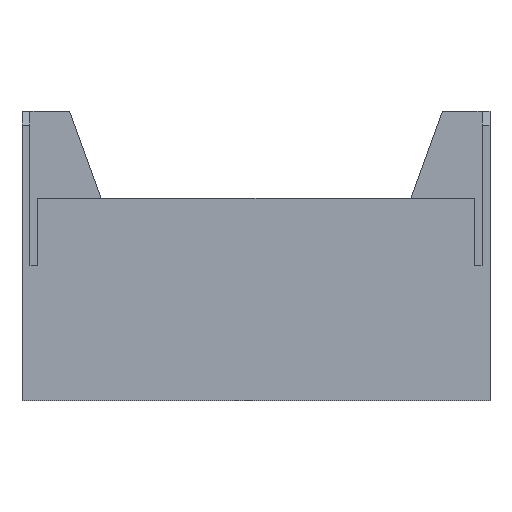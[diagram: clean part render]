
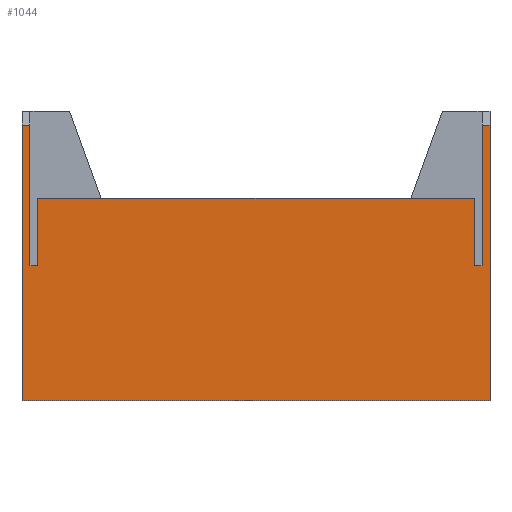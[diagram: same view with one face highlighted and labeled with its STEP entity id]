
A CAD part, front view. The second image highlights one B-rep face of the part: STEP entity #1044.
In plain terms, the highlighted face is planar.
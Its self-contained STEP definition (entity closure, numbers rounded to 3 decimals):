
#12 = DIRECTION ( 'NONE',  ( 0., -1., 0. ) ) ;
#41 = CARTESIAN_POINT ( 'NONE',  ( 59., -35., -53. ) ) ;
#53 = DIRECTION ( 'NONE',  ( 0., 1., 0. ) ) ;
#69 = VERTEX_POINT ( 'NONE', #702 ) ;
#138 = EDGE_CURVE ( 'NONE', #1906, #599, #1700, .T. ) ;
#144 = VECTOR ( 'NONE', #391, 1000. ) ;
#147 = VECTOR ( 'NONE', #752, 1000. ) ;
#150 = CARTESIAN_POINT ( 'NONE',  ( -59., -35., -53. ) ) ;
#158 = PLANE ( 'NONE',  #1894 ) ;
#228 = CARTESIAN_POINT ( 'NONE',  ( -57., -35., -53. ) ) ;
#283 = DIRECTION ( 'NONE',  ( -1., 0., 0. ) ) ;
#317 = EDGE_CURVE ( 'NONE', #1730, #1686, #650, .T. ) ;
#328 = ORIENTED_EDGE ( 'NONE', *, *, #926, .T. ) ;
#329 = DIRECTION ( 'NONE',  ( 0., -1., 0. ) ) ;
#346 = CARTESIAN_POINT ( 'NONE',  ( 57., -31.5, -53. ) ) ;
#363 = VECTOR ( 'NONE', #873, 1000. ) ;
#387 = DIRECTION ( 'NONE',  ( -1., 0., 0. ) ) ;
#391 = DIRECTION ( 'NONE',  ( 1., 0., 0. ) ) ;
#464 = EDGE_CURVE ( 'NONE', #69, #599, #790, .T. ) ;
#482 = CARTESIAN_POINT ( 'NONE',  ( -55., 4., -53. ) ) ;
#493 = VECTOR ( 'NONE', #12, 1000. ) ;
#551 = CARTESIAN_POINT ( 'NONE',  ( 59., 38., -53. ) ) ;
#574 = ORIENTED_EDGE ( 'NONE', *, *, #1861, .T. ) ;
#584 = VERTEX_POINT ( 'NONE', #1463 ) ;
#599 = VERTEX_POINT ( 'NONE', #346 ) ;
#621 = VECTOR ( 'NONE', #996, 1000. ) ;
#645 = LINE ( 'NONE', #41, #363 ) ;
#650 = LINE ( 'NONE', #744, #147 ) ;
#657 = ORIENTED_EDGE ( 'NONE', *, *, #317, .F. ) ;
#662 = VECTOR ( 'NONE', #387, 1000. ) ;
#664 = EDGE_CURVE ( 'NONE', #1526, #69, #2081, .T. ) ;
#679 = VERTEX_POINT ( 'NONE', #551 ) ;
#702 = CARTESIAN_POINT ( 'NONE',  ( 57., 4., -53. ) ) ;
#713 = VECTOR ( 'NONE', #329, 1000. ) ;
#724 = EDGE_CURVE ( 'NONE', #1730, #1107, #1753, .T. ) ;
#744 = CARTESIAN_POINT ( 'NONE',  ( -57., 4., -53. ) ) ;
#752 = DIRECTION ( 'NONE',  ( 1., 0., 0. ) ) ;
#790 = LINE ( 'NONE', #1913, #713 ) ;
#807 = LINE ( 'NONE', #1839, #1114 ) ;
#826 = CARTESIAN_POINT ( 'NONE',  ( -57., 4., -53. ) ) ;
#867 = DIRECTION ( 'NONE',  ( -1., 0., 0. ) ) ;
#873 = DIRECTION ( 'NONE',  ( 0., -1., 0. ) ) ;
#907 = VECTOR ( 'NONE', #867, 1000. ) ;
#926 = EDGE_CURVE ( 'NONE', #1107, #2061, #1669, .T. ) ;
#960 = FACE_OUTER_BOUND ( 'NONE', #1180, .T. ) ;
#971 = ORIENTED_EDGE ( 'NONE', *, *, #1242, .T. ) ;
#996 = DIRECTION ( 'NONE',  ( 0., 1., 0. ) ) ;
#1034 = DIRECTION ( 'NONE',  ( -1., 0., 0. ) ) ;
#1044 = ADVANCED_FACE ( 'NONE', ( #960 ), #158, .F. ) ;
#1107 = VERTEX_POINT ( 'NONE', #1294 ) ;
#1114 = VECTOR ( 'NONE', #1034, 1000. ) ;
#1180 = EDGE_LOOP ( 'NONE', ( #2088, #328, #1329, #1704, #1324, #1662, #1283, #1377, #1761, #574, #971, #657 ) ) ;
#1184 = CARTESIAN_POINT ( 'NONE',  ( -59., 38., -53. ) ) ;
#1242 = EDGE_CURVE ( 'NONE', #584, #1686, #1568, .T. ) ;
#1283 = ORIENTED_EDGE ( 'NONE', *, *, #464, .F. ) ;
#1294 = CARTESIAN_POINT ( 'NONE',  ( -57., -31.5, -53. ) ) ;
#1318 = VECTOR ( 'NONE', #1652, 1000. ) ;
#1324 = ORIENTED_EDGE ( 'NONE', *, *, #1844, .T. ) ;
#1329 = ORIENTED_EDGE ( 'NONE', *, *, #1689, .F. ) ;
#1372 = CARTESIAN_POINT ( 'NONE',  ( 57., -31.5, -53. ) ) ;
#1377 = ORIENTED_EDGE ( 'NONE', *, *, #664, .F. ) ;
#1387 = LINE ( 'NONE', #1520, #1643 ) ;
#1435 = DIRECTION ( 'NONE',  ( 0., -1., 0. ) ) ;
#1440 = LINE ( 'NONE', #1184, #662 ) ;
#1463 = CARTESIAN_POINT ( 'NONE',  ( -55., -13., -53. ) ) ;
#1520 = CARTESIAN_POINT ( 'NONE',  ( 55., -145.018, -53. ) ) ;
#1526 = VERTEX_POINT ( 'NONE', #1589 ) ;
#1568 = LINE ( 'NONE', #1803, #621 ) ;
#1577 = VERTEX_POINT ( 'NONE', #1927 ) ;
#1589 = CARTESIAN_POINT ( 'NONE',  ( 55., 4., -53. ) ) ;
#1616 = CARTESIAN_POINT ( 'NONE',  ( -59., -35., -53. ) ) ;
#1643 = VECTOR ( 'NONE', #53, 1000. ) ;
#1652 = DIRECTION ( 'NONE',  ( 0., -1., 0. ) ) ;
#1662 = ORIENTED_EDGE ( 'NONE', *, *, #138, .T. ) ;
#1669 = LINE ( 'NONE', #1883, #1950 ) ;
#1686 = VERTEX_POINT ( 'NONE', #482 ) ;
#1689 = EDGE_CURVE ( 'NONE', #1938, #2061, #1694, .T. ) ;
#1694 = LINE ( 'NONE', #1616, #493 ) ;
#1700 = LINE ( 'NONE', #1372, #907 ) ;
#1704 = ORIENTED_EDGE ( 'NONE', *, *, #1958, .F. ) ;
#1719 = CARTESIAN_POINT ( 'NONE',  ( -59., -31.5, -53. ) ) ;
#1730 = VERTEX_POINT ( 'NONE', #826 ) ;
#1753 = LINE ( 'NONE', #228, #1318 ) ;
#1761 = ORIENTED_EDGE ( 'NONE', *, *, #1940, .F. ) ;
#1803 = CARTESIAN_POINT ( 'NONE',  ( -55., -145.018, -53. ) ) ;
#1820 = CARTESIAN_POINT ( 'NONE',  ( -59., 38., -53. ) ) ;
#1822 = CARTESIAN_POINT ( 'NONE',  ( -57., 4., -53. ) ) ;
#1839 = CARTESIAN_POINT ( 'NONE',  ( -55., -13., -53. ) ) ;
#1844 = EDGE_CURVE ( 'NONE', #679, #1906, #645, .T. ) ;
#1861 = EDGE_CURVE ( 'NONE', #1577, #584, #807, .T. ) ;
#1883 = CARTESIAN_POINT ( 'NONE',  ( -59., -31.5, -53. ) ) ;
#1894 = AXIS2_PLACEMENT_3D ( 'NONE', #150, #2083, #1435 ) ;
#1906 = VERTEX_POINT ( 'NONE', #2017 ) ;
#1913 = CARTESIAN_POINT ( 'NONE',  ( 57., -35., -53. ) ) ;
#1927 = CARTESIAN_POINT ( 'NONE',  ( 55., -13., -53. ) ) ;
#1938 = VERTEX_POINT ( 'NONE', #1820 ) ;
#1940 = EDGE_CURVE ( 'NONE', #1577, #1526, #1387, .T. ) ;
#1950 = VECTOR ( 'NONE', #283, 1000. ) ;
#1958 = EDGE_CURVE ( 'NONE', #679, #1938, #1440, .T. ) ;
#2017 = CARTESIAN_POINT ( 'NONE',  ( 59., -31.5, -53. ) ) ;
#2061 = VERTEX_POINT ( 'NONE', #1719 ) ;
#2081 = LINE ( 'NONE', #1822, #144 ) ;
#2083 = DIRECTION ( 'NONE',  ( 0., 0., 1. ) ) ;
#2088 = ORIENTED_EDGE ( 'NONE', *, *, #724, .T. ) ;
